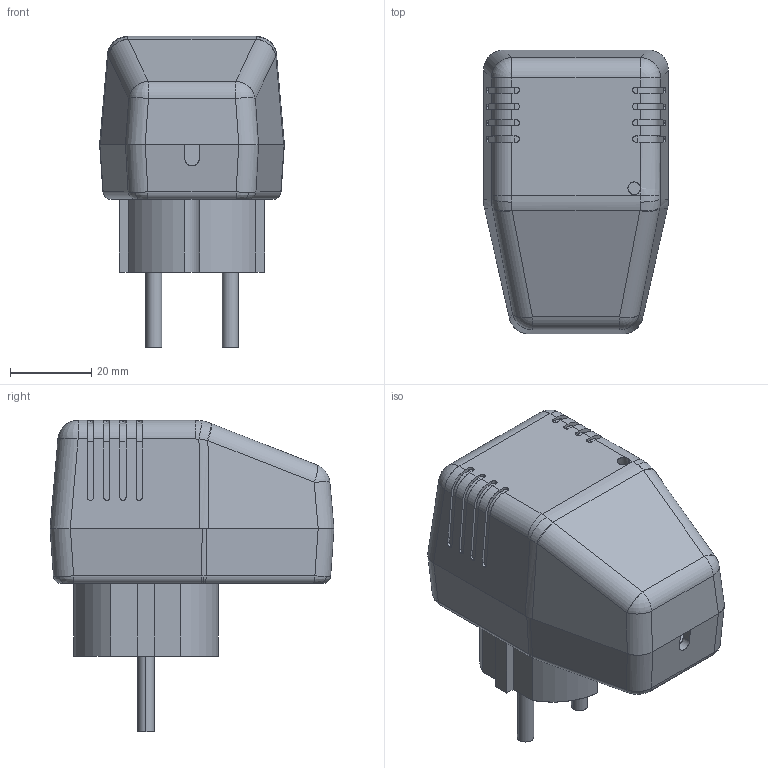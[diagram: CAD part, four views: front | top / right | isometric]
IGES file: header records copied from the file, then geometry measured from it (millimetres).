
Start section: SolidWorks IGES file using analytic representation for surfaces
Global section: file name: KM 46 kpl.IGS; native system: SolidWorks 2008; preprocessor: SolidWorks 2008; author: user; date: 081018.003050; units: millimetre
Bounding box: 45.5 x 69.9 x 76.63 mm (x, y, z)
Surface area: 34280.1 mm2 (no closed solid volume)
Topology: 0 solids, 0 shells, 434 faces, 3705 edges, 3705 vertices
Faces by surface type: bspline 255, revolution 179
